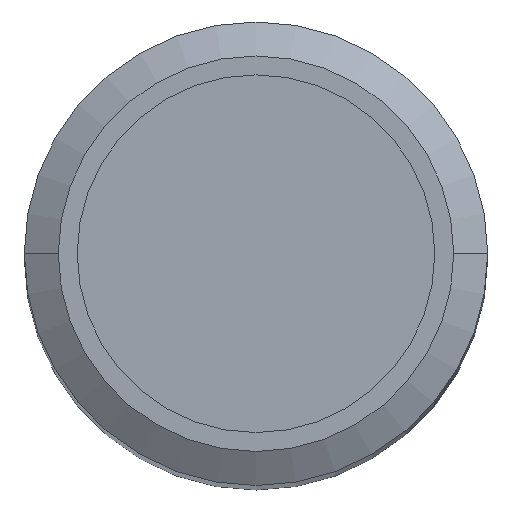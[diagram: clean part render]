
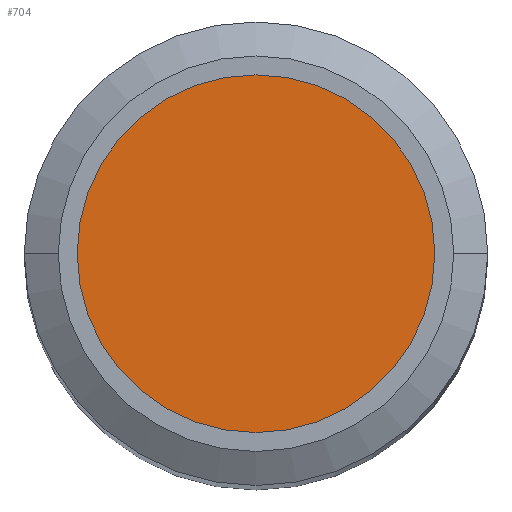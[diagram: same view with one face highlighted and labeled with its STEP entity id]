
A CAD part, top view. The second image highlights one B-rep face of the part: STEP entity #704.
In plain terms, the highlighted planar face has unit normal (0, 0, 1).
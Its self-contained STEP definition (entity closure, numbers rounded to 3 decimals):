
#559=CARTESIAN_POINT('',(0.,0.,0.));
#560=DIRECTION('',(0.,0.,1.));
#561=DIRECTION('',(0.,-1.,0.));
#562=AXIS2_PLACEMENT_3D('',#559,#560,#561);
#581=CARTESIAN_POINT('',(0.,0.,0.));
#582=DIRECTION('',(0.,0.,-1.));
#583=DIRECTION('',(0.,-1.,0.));
#584=AXIS2_PLACEMENT_3D('',#581,#582,#583);
#609=CARTESIAN_POINT('',(0.,-3.075,0.));
#610=CARTESIAN_POINT('',(0.,3.075,0.));
#611=VERTEX_POINT('',#609);
#612=VERTEX_POINT('',#610);
#695=CARTESIAN_POINT('',(0.,0.,0.));
#696=DIRECTION('',(0.,0.,-1.));
#697=DIRECTION('',(0.,-1.,0.));
#698=AXIS2_PLACEMENT_3D('',#695,#696,#697);
#699=PLANE('',#698);
#700=ORIENTED_EDGE('',*,*,#677,.F.);
#701=ORIENTED_EDGE('',*,*,#690,.T.);
#702=EDGE_LOOP('',(#700,#701));
#703=FACE_OUTER_BOUND('',#702,.F.);
#704=ADVANCED_FACE('',(#703),#699,.F.);
#563=CIRCLE('',#562,3.075);
#585=CIRCLE('',#584,3.075);
#677=EDGE_CURVE('',#611,#612,#563,.T.);
#690=EDGE_CURVE('',#611,#612,#585,.T.);
